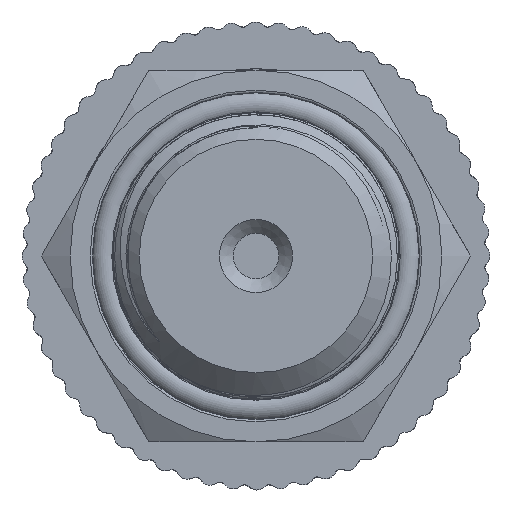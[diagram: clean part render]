
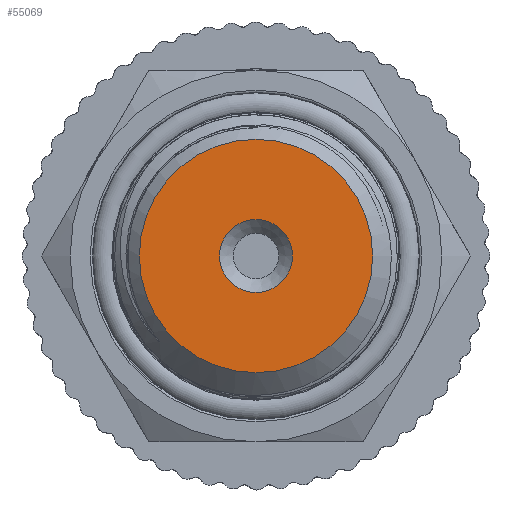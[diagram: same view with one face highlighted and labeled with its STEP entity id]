
A CAD part, left-side view. The second image highlights one B-rep face of the part: STEP entity #55069.
In plain terms, the highlighted planar face has unit normal (-1, 0, 0).
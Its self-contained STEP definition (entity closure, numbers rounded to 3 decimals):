
#1403=PLANE('',#58498);
#7431=FACE_BOUND('',#12415,.T.);
#7920=CIRCLE('',#58457,8.478);
#7940=CIRCLE('',#58497,2.65);
#8923=FACE_OUTER_BOUND('',#12414,.T.);
#12414=EDGE_LOOP('',(#38196));
#12415=EDGE_LOOP('',(#38197));
#22601=VERTEX_POINT('',#95807);
#22622=VERTEX_POINT('',#99617);
#28586=EDGE_CURVE('',#22601,#22601,#7920,.T.);
#28628=EDGE_CURVE('',#22622,#22622,#7940,.T.);
#38196=ORIENTED_EDGE('',*,*,#28586,.T.);
#38197=ORIENTED_EDGE('',*,*,#28628,.T.);
#55069=ADVANCED_FACE('',(#8923,#7431),#1403,.T.);
#58457=AXIS2_PLACEMENT_3D('',#95809,#66666,#66667);
#58497=AXIS2_PLACEMENT_3D('',#99619,#66755,#66756);
#58498=AXIS2_PLACEMENT_3D('',#99620,#66757,#66758);
#66666=DIRECTION('center_axis',(-1.,0.,0.));
#66667=DIRECTION('ref_axis',(0.,1.,0.));
#66755=DIRECTION('center_axis',(1.,0.,0.));
#66756=DIRECTION('ref_axis',(0.,0.,-1.));
#66757=DIRECTION('center_axis',(-1.,0.,0.));
#66758=DIRECTION('ref_axis',(0.,0.,1.));
#95807=CARTESIAN_POINT('',(-61.,-8.478,0.));
#95809=CARTESIAN_POINT('Origin',(-61.,0.,0.));
#99617=CARTESIAN_POINT('',(-61.,-2.65,0.));
#99619=CARTESIAN_POINT('Origin',(-61.,0.,0.));
#99620=CARTESIAN_POINT('Origin',(-61.,10.478,0.));
